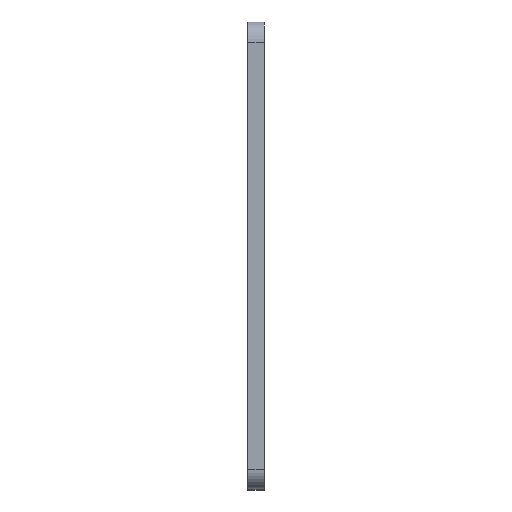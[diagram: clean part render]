
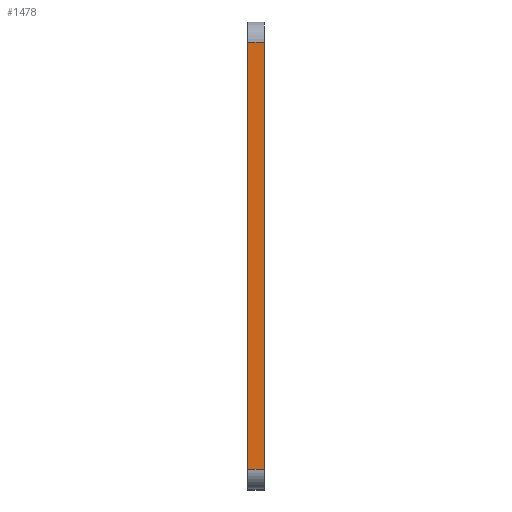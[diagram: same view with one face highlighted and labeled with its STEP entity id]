
A CAD part, top view. The second image highlights one B-rep face of the part: STEP entity #1478.
In plain terms, the highlighted planar face has unit normal (0, 0, 1).
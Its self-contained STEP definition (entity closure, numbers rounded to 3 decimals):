
#1451=AXIS2_PLACEMENT_3D('Plane Axis2P3D',#1448,#1449,#1450) ;
#1419=CARTESIAN_POINT('Vertex',(2.5,3.048,49.489)) ;
#1422=CARTESIAN_POINT('Line Origine',(1.25,3.048,49.489)) ;
#1426=CARTESIAN_POINT('Vertex',(0.,3.048,49.489)) ;
#1448=CARTESIAN_POINT('Axis2P3D Location',(0.,68.072,49.489)) ;
#1453=CARTESIAN_POINT('Line Origine',(2.5,35.56,49.489)) ;
#1457=CARTESIAN_POINT('Vertex',(2.5,68.072,49.489)) ;
#1460=CARTESIAN_POINT('Line Origine',(1.25,68.072,49.489)) ;
#1464=CARTESIAN_POINT('Vertex',(0.,68.072,49.489)) ;
#1467=CARTESIAN_POINT('Line Origine',(0.,35.56,49.489)) ;
#1423=DIRECTION('Vector Direction',(-1.,0.,0.)) ;
#1449=DIRECTION('Axis2P3D Direction',(0.,0.,1.)) ;
#1450=DIRECTION('Axis2P3D XDirection',(0.,-1.,0.)) ;
#1454=DIRECTION('Vector Direction',(0.,-1.,0.)) ;
#1461=DIRECTION('Vector Direction',(1.,0.,0.)) ;
#1468=DIRECTION('Vector Direction',(0.,-1.,0.)) ;
#1424=VECTOR('Line Direction',#1423,1.) ;
#1455=VECTOR('Line Direction',#1454,1.) ;
#1462=VECTOR('Line Direction',#1461,1.) ;
#1469=VECTOR('Line Direction',#1468,1.) ;
#1473=ORIENTED_EDGE('',*,*,#1459,.T.) ;
#1474=ORIENTED_EDGE('',*,*,#1466,.F.) ;
#1475=ORIENTED_EDGE('',*,*,#1471,.F.) ;
#1476=ORIENTED_EDGE('',*,*,#1428,.T.) ;
#1478=ADVANCED_FACE('Hauptk\X2\00F6\X0\rper',(#1477),#1452,.T.) ;
#1428=EDGE_CURVE('',#1427,#1420,#1425,.F.) ;
#1459=EDGE_CURVE('',#1420,#1458,#1456,.F.) ;
#1466=EDGE_CURVE('',#1465,#1458,#1463,.T.) ;
#1471=EDGE_CURVE('',#1427,#1465,#1470,.F.) ;
#1472=EDGE_LOOP('',(#1473,#1474,#1475,#1476)) ;
#1477=FACE_OUTER_BOUND('',#1472,.T.) ;
#1425=LINE('Line',#1422,#1424) ;
#1456=LINE('Line',#1453,#1455) ;
#1463=LINE('Line',#1460,#1462) ;
#1470=LINE('Line',#1467,#1469) ;
#1452=PLANE('',#1451) ;
#1420=VERTEX_POINT('',#1419) ;
#1427=VERTEX_POINT('',#1426) ;
#1458=VERTEX_POINT('',#1457) ;
#1465=VERTEX_POINT('',#1464) ;
